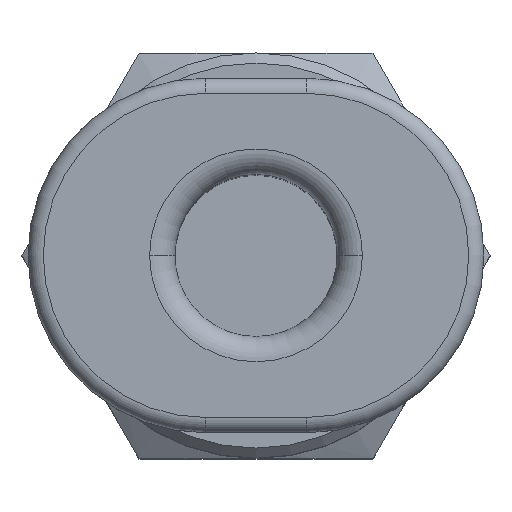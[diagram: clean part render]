
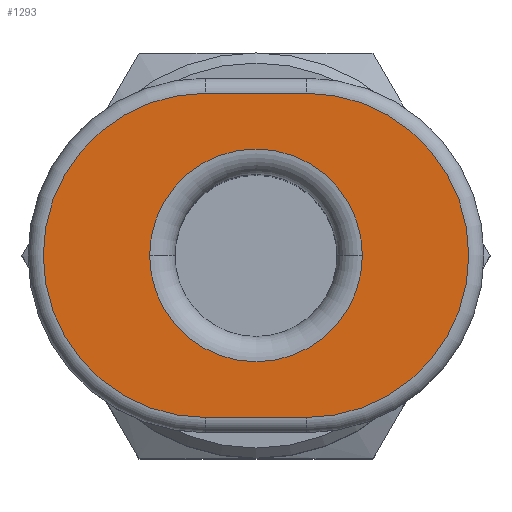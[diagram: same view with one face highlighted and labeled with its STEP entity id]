
A CAD part, top view. The second image highlights one B-rep face of the part: STEP entity #1293.
In plain terms, the highlighted face is planar.
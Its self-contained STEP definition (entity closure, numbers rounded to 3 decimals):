
#653=CARTESIAN_POINT('',(2.1,-8.3,0.));
#654=VERTEX_POINT('',#653);
#662=CARTESIAN_POINT('',(-2.1,-8.3,0.));
#663=VERTEX_POINT('',#662);
#664=CARTESIAN_POINT('',(0.,-8.3,0.));
#665=DIRECTION('',(0.0,-1.0,0.0));
#666=DIRECTION('',(-1.0,0.0,0.0));
#667=AXIS2_PLACEMENT_3D('',#664,#665,#666);
#668=CIRCLE('',#667,2.1);
#669=EDGE_CURVE('',#654,#663,#668,.T.);
#1106=CARTESIAN_POINT('',(-1.,-8.3,-3.2));
#1107=VERTEX_POINT('',#1106);
#1108=CARTESIAN_POINT('',(-1.,-8.3,3.2));
#1109=VERTEX_POINT('',#1108);
#1110=CARTESIAN_POINT('',(-1.,-8.3,0.));
#1111=DIRECTION('',(0.0,1.0,0.0));
#1112=DIRECTION('',(-1.0,0.0,0.0));
#1113=AXIS2_PLACEMENT_3D('',#1110,#1111,#1112);
#1114=CIRCLE('',#1113,3.2);
#1115=EDGE_CURVE('',#1107,#1109,#1114,.T.);
#1150=CARTESIAN_POINT('',(1.,-8.3,3.2));
#1151=VERTEX_POINT('',#1150);
#1152=CARTESIAN_POINT('',(-1.,-8.3,3.2));
#1153=DIRECTION('',(1.0,0.0,0.0));
#1154=VECTOR('',#1153,2.0);
#1155=LINE('',#1152,#1154);
#1156=EDGE_CURVE('',#1109,#1151,#1155,.T.);
#1190=CARTESIAN_POINT('',(1.,-8.3,-3.2));
#1191=VERTEX_POINT('',#1190);
#1199=CARTESIAN_POINT('',(1.,-8.3,-3.2));
#1200=DIRECTION('',(-1.0,0.0,0.0));
#1201=VECTOR('',#1200,2.0);
#1202=LINE('',#1199,#1201);
#1203=EDGE_CURVE('',#1191,#1107,#1202,.T.);
#1214=CARTESIAN_POINT('',(1.,-8.3,0.));
#1215=DIRECTION('',(0.0,1.0,0.0));
#1216=DIRECTION('',(1.0,0.0,0.0));
#1217=AXIS2_PLACEMENT_3D('',#1214,#1215,#1216);
#1218=CIRCLE('',#1217,3.2);
#1219=EDGE_CURVE('',#1151,#1191,#1218,.T.);
#1272=CARTESIAN_POINT('',(0.,-8.3,0.));
#1273=DIRECTION('',(0.0,1.0,0.0));
#1274=DIRECTION('',(1.0,0.0,0.0));
#1275=AXIS2_PLACEMENT_3D('',#1272,#1273,#1274);
#1276=PLANE('',#1275);
#1277=ORIENTED_EDGE('',*,*,#1115,.F.);
#1278=ORIENTED_EDGE('',*,*,#1203,.F.);
#1279=ORIENTED_EDGE('',*,*,#1219,.F.);
#1280=ORIENTED_EDGE('',*,*,#1156,.F.);
#1281=EDGE_LOOP('',(#1277,#1278,#1279,#1280));
#1282=FACE_OUTER_BOUND('',#1281,.T.);
#1283=ORIENTED_EDGE('',*,*,#669,.F.);
#1284=CARTESIAN_POINT('',(0.,-8.3,0.));
#1285=DIRECTION('',(0.0,-1.0,0.0));
#1286=DIRECTION('',(-1.0,0.0,0.0));
#1287=AXIS2_PLACEMENT_3D('',#1284,#1285,#1286);
#1288=CIRCLE('',#1287,2.1);
#1289=EDGE_CURVE('',#663,#654,#1288,.T.);
#1290=ORIENTED_EDGE('',*,*,#1289,.F.);
#1291=EDGE_LOOP('',(#1283,#1290));
#1292=FACE_BOUND('',#1291,.T.);
#1293=ADVANCED_FACE('',(#1282,#1292),#1276,.F.);
